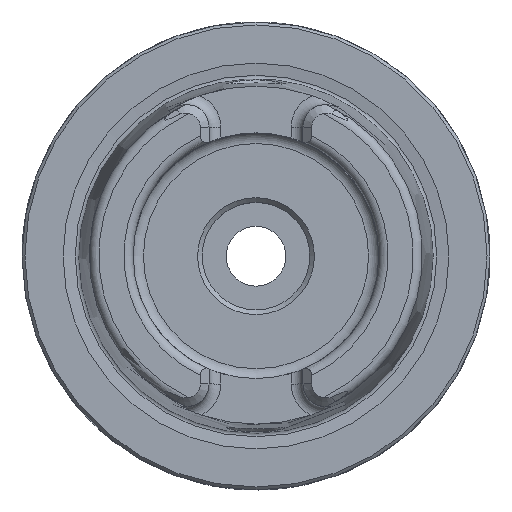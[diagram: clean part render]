
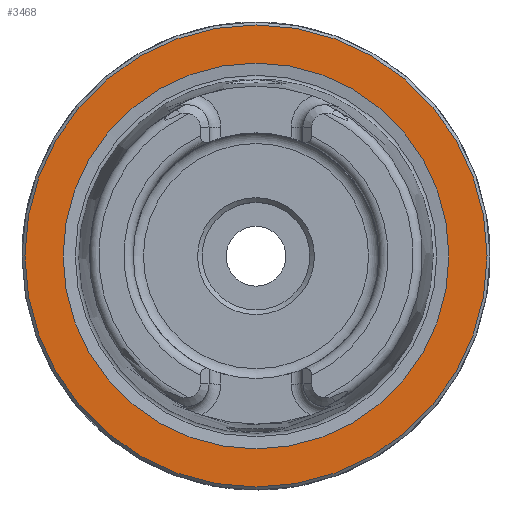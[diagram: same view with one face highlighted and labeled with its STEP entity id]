
A CAD part, top view. The second image highlights one B-rep face of the part: STEP entity #3468.
In plain terms, the highlighted planar face has unit normal (0, 0, 1).
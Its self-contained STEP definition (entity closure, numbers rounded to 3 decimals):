
#798=ORIENTED_EDGE('',*,*,#1290,.T.);
#799=ORIENTED_EDGE('',*,*,#1288,.F.);
#1288=EDGE_CURVE('',#1535,#1535,#1663,.T.);
#1290=EDGE_CURVE('',#1537,#1537,#1665,.T.);
#1535=VERTEX_POINT('',#5520);
#1537=VERTEX_POINT('',#5525);
#1663=CIRCLE('',#3710,32.981);
#1665=CIRCLE('',#3713,39.5);
#1832=EDGE_LOOP('',(#798));
#1833=EDGE_LOOP('',(#799));
#2071=FACE_BOUND('',#1832,.T.);
#2072=FACE_BOUND('',#1833,.T.);
#2247=PLANE('',#3712);
#3468=ADVANCED_FACE('',(#2071,#2072),#2247,.T.);
#3710=AXIS2_PLACEMENT_3D('',#5519,#4262,#4263);
#3712=AXIS2_PLACEMENT_3D('',#5523,#4266,#4267);
#3713=AXIS2_PLACEMENT_3D('',#5524,#4268,#4269);
#4262=DIRECTION('',(0.,0.,1.));
#4263=DIRECTION('',(1.,0.,0.));
#4266=DIRECTION('',(0.,0.,1.));
#4267=DIRECTION('',(1.,0.,0.));
#4268=DIRECTION('',(0.,0.,1.));
#4269=DIRECTION('',(1.,0.,0.));
#5519=CARTESIAN_POINT('',(0.,0.,0.));
#5520=CARTESIAN_POINT('',(32.981,0.,0.));
#5523=CARTESIAN_POINT('',(39.5,0.,0.));
#5524=CARTESIAN_POINT('',(0.,0.,0.));
#5525=CARTESIAN_POINT('',(39.5,0.,0.));
